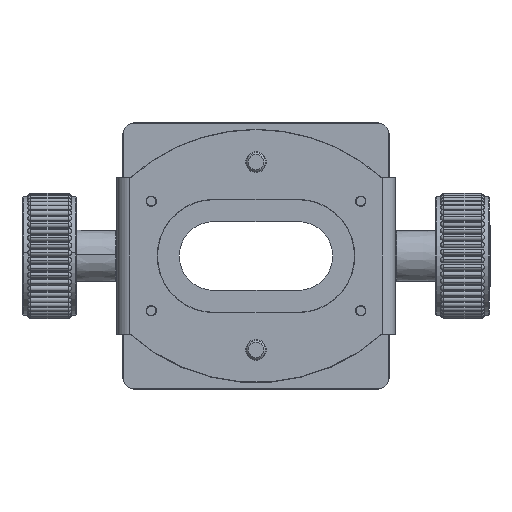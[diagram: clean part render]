
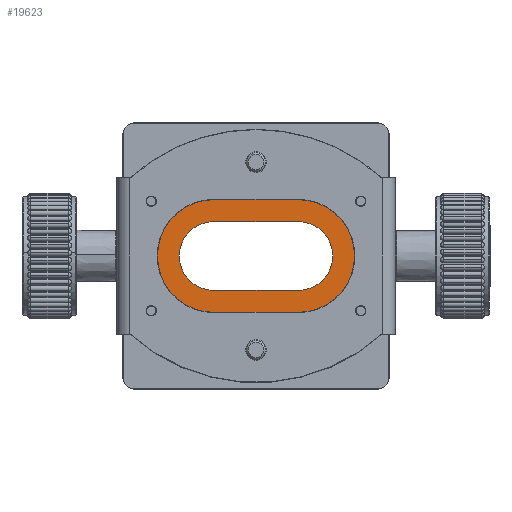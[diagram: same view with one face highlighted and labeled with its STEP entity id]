
A CAD part, front view. The second image highlights one B-rep face of the part: STEP entity #19623.
In plain terms, the highlighted planar face has unit normal (0, -1, 0).
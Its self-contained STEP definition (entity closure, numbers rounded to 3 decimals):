
#19584 = ORIENTED_EDGE ( 'NONE', *, *, #19585, .T. ) ;
#19585 = EDGE_CURVE ( 'NONE', #19631, #19586, #19689, .T. ) ;
#19586 = VERTEX_POINT ( 'NONE', #19683 ) ;
#19587 = ORIENTED_EDGE ( 'NONE', *, *, #19588, .T. ) ;
#19588 = EDGE_CURVE ( 'NONE', #19586, #19589, #19678, .T. ) ;
#19589 = VERTEX_POINT ( 'NONE', #19670 ) ;
#19591 = ORIENTED_EDGE ( 'NONE', *, *, #19593, .T. ) ;
#19593 = EDGE_CURVE ( 'NONE', #19589, #19630, #19666, .T. ) ;
#19596 = EDGE_LOOP ( 'NONE', ( #19597, #19605, #19700, #19706 ) ) ;
#19597 = ORIENTED_EDGE ( 'NONE', *, *, #19600, .T. ) ;
#19600 = EDGE_CURVE ( 'NONE', #19602, #19604, #19657, .T. ) ;
#19602 = VERTEX_POINT ( 'NONE', #19650 ) ;
#19604 = VERTEX_POINT ( 'NONE', #19648 ) ;
#19605 = ORIENTED_EDGE ( 'NONE', *, *, #19606, .T. ) ;
#19606 = EDGE_CURVE ( 'NONE', #19604, #19609, #19641, .T. ) ;
#19609 = VERTEX_POINT ( 'NONE', #19778 ) ;
#19623 = ADVANCED_FACE ( 'NONE', ( #19742, #19740 ), #19847, .T. ) ;
#19627 = EDGE_LOOP ( 'NONE', ( #19628, #19584, #19587, #19591 ) ) ;
#19628 = ORIENTED_EDGE ( 'NONE', *, *, #19629, .T. ) ;
#19629 = EDGE_CURVE ( 'NONE', #19630, #19631, #19829, .T. ) ;
#19630 = VERTEX_POINT ( 'NONE', #19822 ) ;
#19631 = VERTEX_POINT ( 'NONE', #19820 ) ;
#19636 = DIRECTION ( 'NONE',  ( 0., 0., -1. ) ) ;
#19637 = DIRECTION ( 'NONE',  ( 0., 1., 0. ) ) ;
#19638 = CARTESIAN_POINT ( 'NONE',  ( -13.5, 7.434, 0. ) ) ;
#19639 = AXIS2_PLACEMENT_3D ( 'NONE', #19638, #19637, #19636 ) ;
#19641 = CIRCLE ( 'NONE', #19639, 11. ) ;
#19648 = CARTESIAN_POINT ( 'NONE',  ( -13.5, 7.434, -11. ) ) ;
#19650 = CARTESIAN_POINT ( 'NONE',  ( 13.5, 7.434, -11. ) ) ;
#19652 = DIRECTION ( 'NONE',  ( -1., 0., 0. ) ) ;
#19653 = VECTOR ( 'NONE', #19652, 1000. ) ;
#19654 = CARTESIAN_POINT ( 'NONE',  ( 0., 7.434, -11. ) ) ;
#19657 = LINE ( 'NONE', #19654, #19653 ) ;
#19661 = DIRECTION ( 'NONE',  ( 1., 0., 0. ) ) ;
#19663 = VECTOR ( 'NONE', #19661, 1000. ) ;
#19664 = CARTESIAN_POINT ( 'NONE',  ( 13.5, 7.434, -19.75 ) ) ;
#19666 = LINE ( 'NONE', #19664, #19663 ) ;
#19670 = CARTESIAN_POINT ( 'NONE',  ( -13.5, 7.434, -19.75 ) ) ;
#19672 = DIRECTION ( 'NONE',  ( 0., 0., -1. ) ) ;
#19673 = DIRECTION ( 'NONE',  ( 0., -1., 0. ) ) ;
#19674 = CARTESIAN_POINT ( 'NONE',  ( -13.5, 7.434, 0. ) ) ;
#19676 = AXIS2_PLACEMENT_3D ( 'NONE', #19674, #19673, #19672 ) ;
#19678 = CIRCLE ( 'NONE', #19676, 19.75 ) ;
#19683 = CARTESIAN_POINT ( 'NONE',  ( -13.5, 7.434, 19.75 ) ) ;
#19684 = DIRECTION ( 'NONE',  ( -1., 0., 0. ) ) ;
#19686 = VECTOR ( 'NONE', #19684, 1000. ) ;
#19687 = CARTESIAN_POINT ( 'NONE',  ( -13.5, 7.434, 19.75 ) ) ;
#19689 = LINE ( 'NONE', #19687, #19686 ) ;
#19700 = ORIENTED_EDGE ( 'NONE', *, *, #19703, .T. ) ;
#19703 = EDGE_CURVE ( 'NONE', #19609, #19705, #20028, .T. ) ;
#19705 = VERTEX_POINT ( 'NONE', #20021 ) ;
#19706 = ORIENTED_EDGE ( 'NONE', *, *, #19707, .T. ) ;
#19707 = EDGE_CURVE ( 'NONE', #19705, #19602, #20016, .T. ) ;
#19740 = FACE_BOUND ( 'NONE', #19596, .T. ) ;
#19742 = FACE_OUTER_BOUND ( 'NONE', #19627, .T. ) ;
#19778 = CARTESIAN_POINT ( 'NONE',  ( -13.5, 7.434, 11. ) ) ;
#19820 = CARTESIAN_POINT ( 'NONE',  ( 13.5, 7.434, 19.75 ) ) ;
#19822 = CARTESIAN_POINT ( 'NONE',  ( 13.5, 7.434, -19.75 ) ) ;
#19824 = DIRECTION ( 'NONE',  ( 0., 0., -1. ) ) ;
#19826 = DIRECTION ( 'NONE',  ( 0., -1., 0. ) ) ;
#19828 = AXIS2_PLACEMENT_3D ( 'NONE', #19842, #19826, #19824 ) ;
#19829 = CIRCLE ( 'NONE', #19828, 19.75 ) ;
#19835 = DIRECTION ( 'NONE',  ( 0., 0., -1. ) ) ;
#19837 = DIRECTION ( 'NONE',  ( 0., -1., 0. ) ) ;
#19839 = CARTESIAN_POINT ( 'NONE',  ( -33.902, 7.434, 20. ) ) ;
#19841 = AXIS2_PLACEMENT_3D ( 'NONE', #19839, #19837, #19835 ) ;
#19842 = CARTESIAN_POINT ( 'NONE',  ( 13.5, 7.434, 0. ) ) ;
#19847 = PLANE ( 'NONE',  #19841 ) ;
#20009 = DIRECTION ( 'NONE',  ( 0., 0., -1. ) ) ;
#20011 = DIRECTION ( 'NONE',  ( 0., 1., 0. ) ) ;
#20013 = CARTESIAN_POINT ( 'NONE',  ( 13.5, 7.434, 0. ) ) ;
#20014 = AXIS2_PLACEMENT_3D ( 'NONE', #20013, #20011, #20009 ) ;
#20016 = CIRCLE ( 'NONE', #20014, 11. ) ;
#20021 = CARTESIAN_POINT ( 'NONE',  ( 13.5, 7.434, 11. ) ) ;
#20023 = DIRECTION ( 'NONE',  ( 1., 0., 0. ) ) ;
#20024 = VECTOR ( 'NONE', #20023, 1000. ) ;
#20027 = CARTESIAN_POINT ( 'NONE',  ( 0., 7.434, 11. ) ) ;
#20028 = LINE ( 'NONE', #20027, #20024 ) ;
